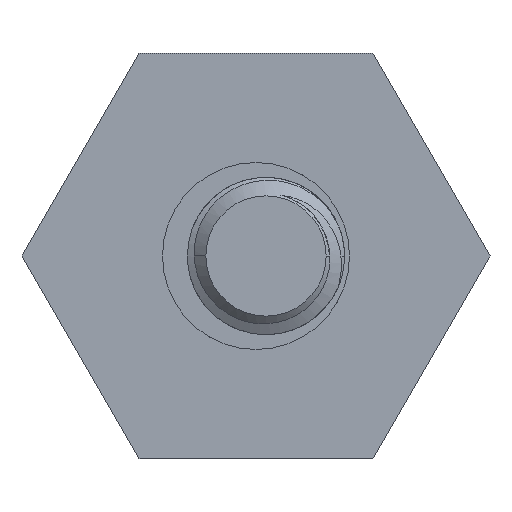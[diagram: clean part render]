
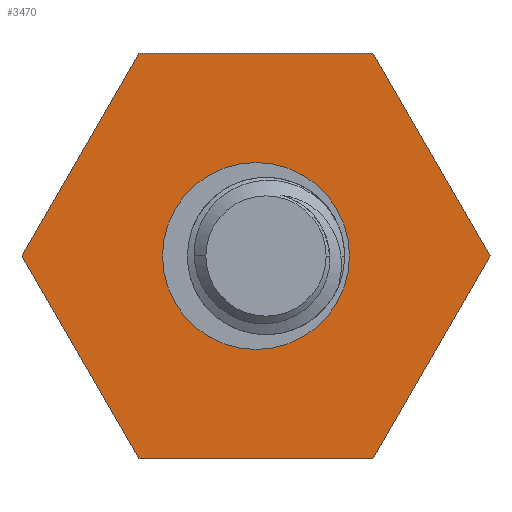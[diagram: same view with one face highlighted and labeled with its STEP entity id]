
A CAD part, front view. The second image highlights one B-rep face of the part: STEP entity #3470.
In plain terms, the highlighted planar face has unit normal (0, -1, 0).
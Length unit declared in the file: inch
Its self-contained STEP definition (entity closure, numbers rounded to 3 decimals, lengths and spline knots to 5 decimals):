
#75 = CARTESIAN_POINT ( 'NONE',  ( 0., 0., 0. ) ) ;
#141 = EDGE_CURVE ( 'NONE', #143, #3534, #2957, .T. ) ;
#143 = VERTEX_POINT ( 'NONE', #4065 ) ;
#207 = VERTEX_POINT ( 'NONE', #2615 ) ;
#233 = CARTESIAN_POINT ( 'NONE',  ( -0.23455, 0., -0.40625 ) ) ;
#385 = CARTESIAN_POINT ( 'NONE',  ( 0.23455, 0., -0.40625 ) ) ;
#470 = EDGE_CURVE ( 'NONE', #3534, #2178, #3589, .T. ) ;
#507 = CARTESIAN_POINT ( 'NONE',  ( 0.4691, 0., 0. ) ) ;
#519 = VECTOR ( 'NONE', #2754, 39.37008 ) ;
#687 = EDGE_CURVE ( 'NONE', #891, #143, #1127, .T. ) ;
#733 = ORIENTED_EDGE ( 'NONE', *, *, #1342, .F. ) ;
#761 = CARTESIAN_POINT ( 'NONE',  ( 0.4691, 0., 0. ) ) ;
#778 = CIRCLE ( 'NONE', #1246, 0.1875 ) ;
#877 = ORIENTED_EDGE ( 'NONE', *, *, #2642, .T. ) ;
#891 = VERTEX_POINT ( 'NONE', #507 ) ;
#1089 = DIRECTION ( 'NONE',  ( -1., 0., 0. ) ) ;
#1123 = CARTESIAN_POINT ( 'NONE',  ( -0.4691, 0., 0. ) ) ;
#1127 = LINE ( 'NONE', #761, #1249 ) ;
#1186 = EDGE_CURVE ( 'NONE', #3729, #891, #2658, .T. ) ;
#1228 = ORIENTED_EDGE ( 'NONE', *, *, #2529, .T. ) ;
#1246 = AXIS2_PLACEMENT_3D ( 'NONE', #4694, #2055, #4814 ) ;
#1249 = VECTOR ( 'NONE', #2305, 39.37008 ) ;
#1303 = LINE ( 'NONE', #1620, #519 ) ;
#1328 = CARTESIAN_POINT ( 'NONE',  ( 0.23455, 0., 0.40625 ) ) ;
#1342 = EDGE_CURVE ( 'NONE', #3567, #3729, #1303, .T. ) ;
#1471 = DIRECTION ( 'NONE',  ( 0.5, 0., 0.866 ) ) ;
#1573 = FACE_BOUND ( 'NONE', #3869, .T. ) ;
#1619 = ORIENTED_EDGE ( 'NONE', *, *, #4222, .F. ) ;
#1620 = CARTESIAN_POINT ( 'NONE',  ( -0.23455, 0., 0.40625 ) ) ;
#1677 = EDGE_LOOP ( 'NONE', ( #733, #1619, #2606, #2726, #4018, #2623 ) ) ;
#1864 = CARTESIAN_POINT ( 'NONE',  ( 0., 0., 0.1875 ) ) ;
#1943 = CARTESIAN_POINT ( 'NONE',  ( -0.23455, 0., 0.40625 ) ) ;
#2010 = VECTOR ( 'NONE', #2312, 39.37008 ) ;
#2055 = DIRECTION ( 'NONE',  ( 0., 1., 0. ) ) ;
#2178 = VERTEX_POINT ( 'NONE', #2959 ) ;
#2228 = LINE ( 'NONE', #1123, #3817 ) ;
#2305 = DIRECTION ( 'NONE',  ( -0.5, 0., -0.866 ) ) ;
#2312 = DIRECTION ( 'NONE',  ( 0.5, 0., -0.866 ) ) ;
#2337 = CARTESIAN_POINT ( 'NONE',  ( 0.23455, 0., 0.40625 ) ) ;
#2529 = EDGE_CURVE ( 'NONE', #207, #3927, #4224, .T. ) ;
#2606 = ORIENTED_EDGE ( 'NONE', *, *, #470, .F. ) ;
#2615 = CARTESIAN_POINT ( 'NONE',  ( 0., 0., -0.1875 ) ) ;
#2623 = ORIENTED_EDGE ( 'NONE', *, *, #1186, .F. ) ;
#2642 = EDGE_CURVE ( 'NONE', #3927, #207, #778, .T. ) ;
#2658 = LINE ( 'NONE', #2337, #2010 ) ;
#2705 = CARTESIAN_POINT ( 'NONE',  ( -0.23455, 0., -0.40625 ) ) ;
#2726 = ORIENTED_EDGE ( 'NONE', *, *, #141, .F. ) ;
#2754 = DIRECTION ( 'NONE',  ( 1., 0., 0. ) ) ;
#2896 = AXIS2_PLACEMENT_3D ( 'NONE', #75, #4614, #3457 ) ;
#2957 = LINE ( 'NONE', #385, #3572 ) ;
#2959 = CARTESIAN_POINT ( 'NONE',  ( -0.4691, 0., 0. ) ) ;
#3068 = CARTESIAN_POINT ( 'NONE',  ( 0., 0., 0. ) ) ;
#3419 = DIRECTION ( 'NONE',  ( 0., 1., 0. ) ) ;
#3443 = PLANE ( 'NONE',  #4364 ) ;
#3457 = DIRECTION ( 'NONE',  ( 0., 0., 1. ) ) ;
#3470 = ADVANCED_FACE ( 'NONE', ( #1573, #4153 ), #3443, .F. ) ;
#3490 = DIRECTION ( 'NONE',  ( 1., 0., 0. ) ) ;
#3534 = VERTEX_POINT ( 'NONE', #2705 ) ;
#3567 = VERTEX_POINT ( 'NONE', #1943 ) ;
#3572 = VECTOR ( 'NONE', #1089, 39.37008 ) ;
#3589 = LINE ( 'NONE', #233, #4553 ) ;
#3729 = VERTEX_POINT ( 'NONE', #1328 ) ;
#3817 = VECTOR ( 'NONE', #1471, 39.37008 ) ;
#3869 = EDGE_LOOP ( 'NONE', ( #877, #1228 ) ) ;
#3927 = VERTEX_POINT ( 'NONE', #1864 ) ;
#4018 = ORIENTED_EDGE ( 'NONE', *, *, #687, .F. ) ;
#4065 = CARTESIAN_POINT ( 'NONE',  ( 0.23455, 0., -0.40625 ) ) ;
#4153 = FACE_OUTER_BOUND ( 'NONE', #1677, .T. ) ;
#4222 = EDGE_CURVE ( 'NONE', #2178, #3567, #2228, .T. ) ;
#4224 = CIRCLE ( 'NONE', #2896, 0.1875 ) ;
#4364 = AXIS2_PLACEMENT_3D ( 'NONE', #3068, #3419, #3490 ) ;
#4553 = VECTOR ( 'NONE', #4727, 39.37008 ) ;
#4614 = DIRECTION ( 'NONE',  ( 0., 1., 0. ) ) ;
#4694 = CARTESIAN_POINT ( 'NONE',  ( 0., 0., 0. ) ) ;
#4727 = DIRECTION ( 'NONE',  ( -0.5, 0., 0.866 ) ) ;
#4814 = DIRECTION ( 'NONE',  ( 0., 0., 1. ) ) ;
